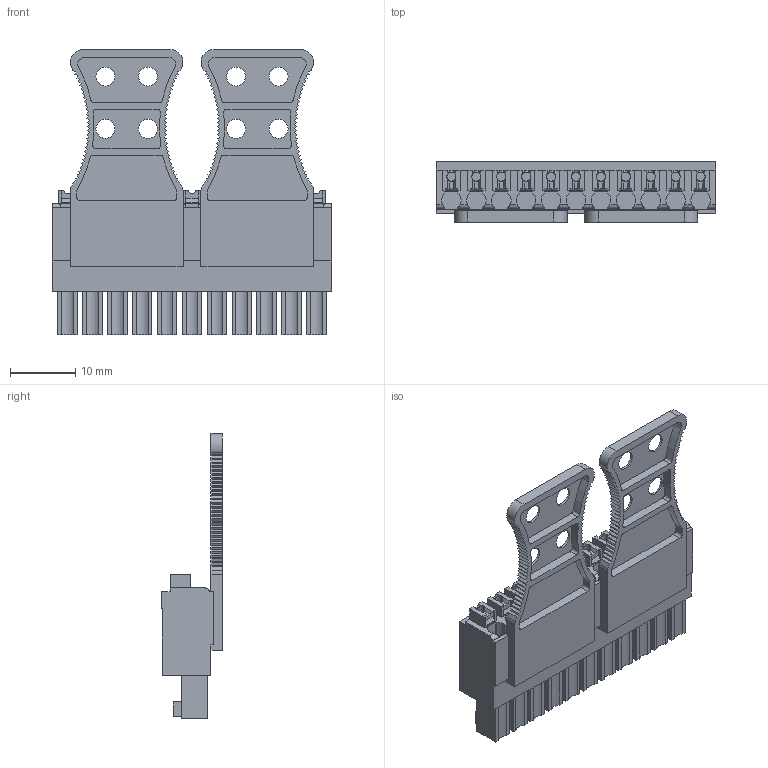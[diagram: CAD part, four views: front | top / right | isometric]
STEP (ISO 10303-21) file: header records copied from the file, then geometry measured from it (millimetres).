
FILE_DESCRIPTION(('CATIA V5 STEP Exchange','CAx-IF Rec.Pracs.--- Model Styling and Organization---1.2---2011-12-15'),'2;1');
FILE_NAME ('D1450028_0', '2018-09-11T12:19:42+00:00', ('none'), ('Weidmueller'), 'CATIA Version 5-6 Release 2014', 'CATIA V5 STEP AP214', 'none');
FILE_SCHEMA(('AUTOMOTIVE_DESIGN { 1 0 10303 214 1 1 1 1 }'));
Length unit declared in the file: millimetre
Products named in the file (1): 1235870000
Bounding box: 42.7 x 9.3 x 43.6 mm (x, y, z)
Volume: 6098.1 mm3; surface area: 6737.5 mm2
Topology: 14 solids, 14 shells, 880 faces, 2439 edges, 1626 vertices
Faces by surface type: plane 732, cylinder 126, cone 22
Entity records: 26105 total; most frequent: CARTESIAN_POINT 4978, ORIENTED_EDGE 4878, DIRECTION 3460, EDGE_CURVE 2439, VECTOR 2000, LINE 2000, VERTEX_POINT 1626, EDGE_LOOP 935
